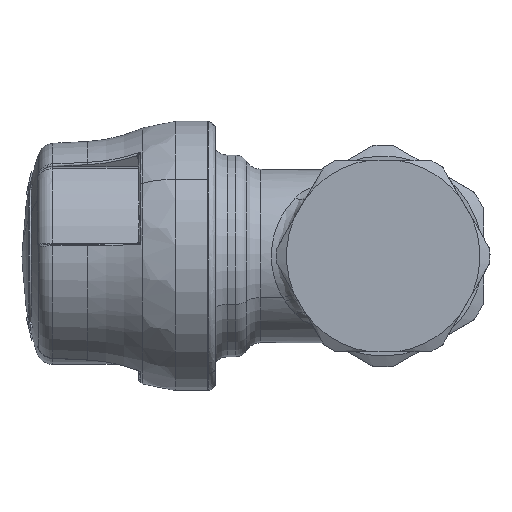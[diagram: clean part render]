
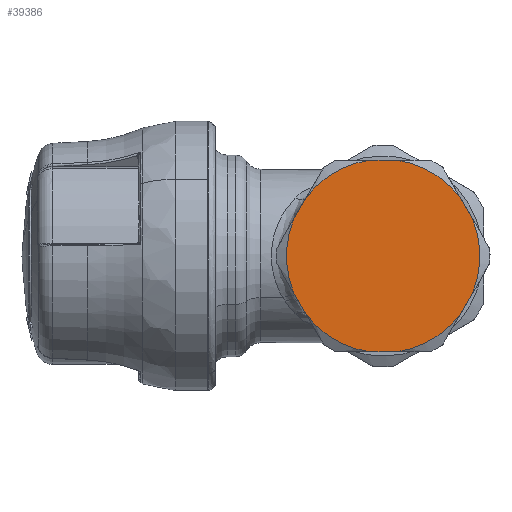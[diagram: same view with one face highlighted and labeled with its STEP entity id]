
A CAD part, left-side view. The second image highlights one B-rep face of the part: STEP entity #39386.
In plain terms, the highlighted planar face has unit normal (-1, 0, 0).
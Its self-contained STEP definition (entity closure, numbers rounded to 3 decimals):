
#11543=CARTESIAN_POINT('Vertex',(-21.,9.533,-7.289)) ;
#11548=CARTESIAN_POINT('Line Origine',(-21.,10.306,-5.95)) ;
#11552=CARTESIAN_POINT('Vertex',(-21.,11.079,-4.611)) ;
#11834=CARTESIAN_POINT('Vertex',(-21.,-1.546,-11.9)) ;
#11839=CARTESIAN_POINT('Line Origine',(-21.,0.,-11.9)) ;
#11843=CARTESIAN_POINT('Vertex',(-21.,1.546,-11.9)) ;
#12131=CARTESIAN_POINT('Vertex',(-21.,-11.079,-4.611)) ;
#12136=CARTESIAN_POINT('Line Origine',(-21.,-10.306,-5.95)) ;
#12140=CARTESIAN_POINT('Vertex',(-21.,-9.533,-7.289)) ;
#12377=CARTESIAN_POINT('Vertex',(-21.,-9.533,7.289)) ;
#12382=CARTESIAN_POINT('Line Origine',(-21.,-10.306,5.95)) ;
#12386=CARTESIAN_POINT('Vertex',(-21.,-11.079,4.611)) ;
#12714=CARTESIAN_POINT('Vertex',(-21.,1.546,11.9)) ;
#12719=CARTESIAN_POINT('Line Origine',(-21.,0.,11.9)) ;
#12723=CARTESIAN_POINT('Vertex',(-21.,-1.546,11.9)) ;
#13011=CARTESIAN_POINT('Vertex',(-21.,11.079,4.611)) ;
#13016=CARTESIAN_POINT('Line Origine',(-21.,10.306,5.95)) ;
#13020=CARTESIAN_POINT('Vertex',(-21.,9.533,7.289)) ;
#17072=CARTESIAN_POINT('Axis2P3D Location',(-21.,0.,0.)) ;
#17093=CARTESIAN_POINT('Axis2P3D Location',(-21.,0.,0.)) ;
#17146=CARTESIAN_POINT('Axis2P3D Location',(-21.,0.,0.)) ;
#17199=CARTESIAN_POINT('Axis2P3D Location',(-21.,0.,0.)) ;
#17252=CARTESIAN_POINT('Axis2P3D Location',(-21.,0.,0.)) ;
#17305=CARTESIAN_POINT('Axis2P3D Location',(-21.,0.,0.)) ;
#39367=CARTESIAN_POINT('Axis2P3D Location',(-21.,-12.,0.)) ;
#11550=VECTOR('Line Direction',#11549,1.) ;
#11841=VECTOR('Line Direction',#11840,1.) ;
#12138=VECTOR('Line Direction',#12137,1.) ;
#12384=VECTOR('Line Direction',#12383,1.) ;
#12721=VECTOR('Line Direction',#12720,1.) ;
#13018=VECTOR('Line Direction',#13017,1.) ;
#11549=DIRECTION('Vector Direction',(0.,-0.5,-0.866)) ;
#11840=DIRECTION('Vector Direction',(0.,1.,0.)) ;
#12137=DIRECTION('Vector Direction',(0.,0.5,-0.866)) ;
#12383=DIRECTION('Vector Direction',(0.,0.5,0.866)) ;
#12720=DIRECTION('Vector Direction',(0.,-1.,0.)) ;
#13017=DIRECTION('Vector Direction',(0.,-0.5,0.866)) ;
#17073=DIRECTION('Axis2P3D Direction',(1.,-0.,0.)) ;
#17094=DIRECTION('Axis2P3D Direction',(1.,-0.,0.)) ;
#17147=DIRECTION('Axis2P3D Direction',(1.,-0.,0.)) ;
#17200=DIRECTION('Axis2P3D Direction',(1.,-0.,0.)) ;
#17253=DIRECTION('Axis2P3D Direction',(1.,-0.,0.)) ;
#17306=DIRECTION('Axis2P3D Direction',(1.,-0.,0.)) ;
#39368=DIRECTION('Axis2P3D Direction',(-1.,-0.,0.)) ;
#39369=DIRECTION('Axis2P3D XDirection',(0.,0.,-1.)) ;
#17074=AXIS2_PLACEMENT_3D('Circle Axis2P3D',#17072,#17073,$) ;
#17095=AXIS2_PLACEMENT_3D('Circle Axis2P3D',#17093,#17094,$) ;
#17148=AXIS2_PLACEMENT_3D('Circle Axis2P3D',#17146,#17147,$) ;
#17201=AXIS2_PLACEMENT_3D('Circle Axis2P3D',#17199,#17200,$) ;
#17254=AXIS2_PLACEMENT_3D('Circle Axis2P3D',#17252,#17253,$) ;
#17307=AXIS2_PLACEMENT_3D('Circle Axis2P3D',#17305,#17306,$) ;
#39370=AXIS2_PLACEMENT_3D('Plane Axis2P3D',#39367,#39368,#39369) ;
#11551=LINE('Line',#11548,#11550) ;
#11842=LINE('Line',#11839,#11841) ;
#12139=LINE('Line',#12136,#12138) ;
#12385=LINE('Line',#12382,#12384) ;
#12722=LINE('Line',#12719,#12721) ;
#13019=LINE('Line',#13016,#13018) ;
#17075=CIRCLE('generated circle',#17074,12.) ;
#17096=CIRCLE('generated circle',#17095,12.) ;
#17149=CIRCLE('generated circle',#17148,12.) ;
#17202=CIRCLE('generated circle',#17201,12.) ;
#17255=CIRCLE('generated circle',#17254,12.) ;
#17308=CIRCLE('generated circle',#17307,12.) ;
#39371=PLANE('',#39370) ;
#11554=EDGE_CURVE('',#11553,#11544,#11551,.T.) ;
#11845=EDGE_CURVE('',#11835,#11844,#11842,.T.) ;
#12142=EDGE_CURVE('',#12132,#12141,#12139,.T.) ;
#12388=EDGE_CURVE('',#12387,#12378,#12385,.T.) ;
#12725=EDGE_CURVE('',#12715,#12724,#12722,.T.) ;
#13022=EDGE_CURVE('',#13012,#13021,#13019,.T.) ;
#17076=EDGE_CURVE('',#13012,#11553,#17075,.F.) ;
#17097=EDGE_CURVE('',#11544,#11844,#17096,.F.) ;
#17150=EDGE_CURVE('',#11835,#12141,#17149,.F.) ;
#17203=EDGE_CURVE('',#12132,#12387,#17202,.F.) ;
#17256=EDGE_CURVE('',#12378,#12724,#17255,.F.) ;
#17309=EDGE_CURVE('',#12715,#13021,#17308,.F.) ;
#39373=ORIENTED_EDGE('',*,*,#11845,.F.) ;
#39374=ORIENTED_EDGE('',*,*,#17150,.T.) ;
#39375=ORIENTED_EDGE('',*,*,#12142,.F.) ;
#39376=ORIENTED_EDGE('',*,*,#17203,.T.) ;
#39377=ORIENTED_EDGE('',*,*,#12388,.T.) ;
#39378=ORIENTED_EDGE('',*,*,#17256,.T.) ;
#39379=ORIENTED_EDGE('',*,*,#12725,.F.) ;
#39380=ORIENTED_EDGE('',*,*,#17309,.T.) ;
#39381=ORIENTED_EDGE('',*,*,#13022,.F.) ;
#39382=ORIENTED_EDGE('',*,*,#17076,.T.) ;
#39383=ORIENTED_EDGE('',*,*,#11554,.T.) ;
#39384=ORIENTED_EDGE('',*,*,#17097,.T.) ;
#39372=EDGE_LOOP('',(#39373,#39374,#39375,#39376,#39377,#39378,#39379,#39380,#39381,#39382,#39383,#39384)) ;
#11544=VERTEX_POINT('',#11543) ;
#11553=VERTEX_POINT('',#11552) ;
#11835=VERTEX_POINT('',#11834) ;
#11844=VERTEX_POINT('',#11843) ;
#12132=VERTEX_POINT('',#12131) ;
#12141=VERTEX_POINT('',#12140) ;
#12378=VERTEX_POINT('',#12377) ;
#12387=VERTEX_POINT('',#12386) ;
#12715=VERTEX_POINT('',#12714) ;
#12724=VERTEX_POINT('',#12723) ;
#13012=VERTEX_POINT('',#13011) ;
#13021=VERTEX_POINT('',#13020) ;
#39386=ADVANCED_FACE('PartBody',(#39385),#39371,.T.) ;
#39385=FACE_OUTER_BOUND('',#39372,.T.) ;
